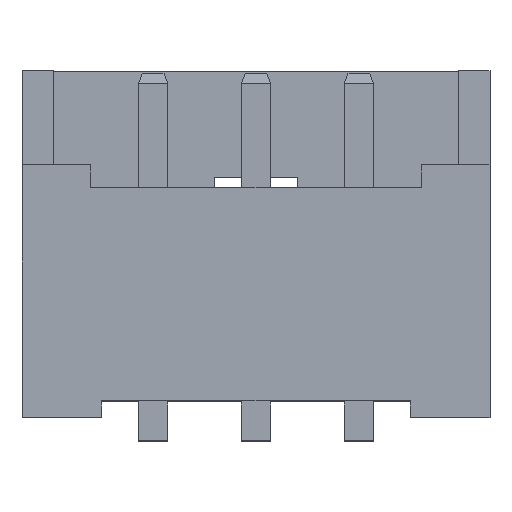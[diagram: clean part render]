
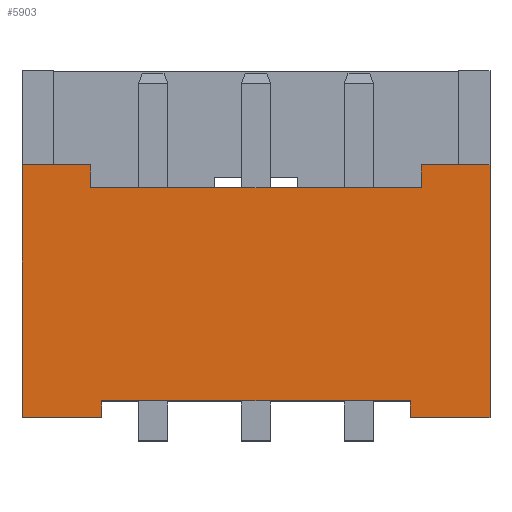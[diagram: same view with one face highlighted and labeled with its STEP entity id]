
A CAD part, top view. The second image highlights one B-rep face of the part: STEP entity #5903.
In plain terms, the highlighted planar face has unit normal (0, 0, 1).
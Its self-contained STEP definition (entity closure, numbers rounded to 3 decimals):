
#380=ORIENTED_EDGE('',*,*,#1608,.F.);
#381=ORIENTED_EDGE('',*,*,#1609,.T.);
#382=ORIENTED_EDGE('',*,*,#1610,.F.);
#383=ORIENTED_EDGE('',*,*,#1611,.F.);
#384=ORIENTED_EDGE('',*,*,#1612,.T.);
#385=ORIENTED_EDGE('',*,*,#1613,.T.);
#386=ORIENTED_EDGE('',*,*,#1614,.T.);
#387=ORIENTED_EDGE('',*,*,#1615,.T.);
#388=ORIENTED_EDGE('',*,*,#1616,.T.);
#389=ORIENTED_EDGE('',*,*,#1617,.T.);
#390=ORIENTED_EDGE('',*,*,#1618,.F.);
#391=ORIENTED_EDGE('',*,*,#1619,.F.);
#1608=EDGE_CURVE('',#2222,#2223,#2626,.T.);
#1609=EDGE_CURVE('',#2222,#2224,#2627,.T.);
#1610=EDGE_CURVE('',#2225,#2224,#2628,.T.);
#1611=EDGE_CURVE('',#2226,#2225,#2629,.T.);
#1612=EDGE_CURVE('',#2226,#2227,#2630,.T.);
#1613=EDGE_CURVE('',#2227,#2228,#2631,.T.);
#1614=EDGE_CURVE('',#2228,#2229,#2632,.T.);
#1615=EDGE_CURVE('',#2229,#2230,#2633,.T.);
#1616=EDGE_CURVE('',#2230,#2231,#2634,.T.);
#1617=EDGE_CURVE('',#2231,#2232,#2635,.T.);
#1618=EDGE_CURVE('',#2233,#2232,#2636,.T.);
#1619=EDGE_CURVE('',#2223,#2233,#2637,.T.);
#2222=VERTEX_POINT('',#7278);
#2223=VERTEX_POINT('',#7279);
#2224=VERTEX_POINT('',#7281);
#2225=VERTEX_POINT('',#7283);
#2226=VERTEX_POINT('',#7285);
#2227=VERTEX_POINT('',#7287);
#2228=VERTEX_POINT('',#7289);
#2229=VERTEX_POINT('',#7291);
#2230=VERTEX_POINT('',#7293);
#2231=VERTEX_POINT('',#7295);
#2232=VERTEX_POINT('',#7297);
#2233=VERTEX_POINT('',#7299);
#2626=LINE('',#7277,#2976);
#2627=LINE('',#7280,#2977);
#2628=LINE('',#7282,#2978);
#2629=LINE('',#7284,#2979);
#2630=LINE('',#7286,#2980);
#2631=LINE('',#7288,#2981);
#2632=LINE('',#7290,#2982);
#2633=LINE('',#7292,#2983);
#2634=LINE('',#7294,#2984);
#2635=LINE('',#7296,#2985);
#2636=LINE('',#7298,#2986);
#2637=LINE('',#7300,#2987);
#2976=VECTOR('',#6455,1000.);
#2977=VECTOR('',#6456,1000.);
#2978=VECTOR('',#6457,1000.);
#2979=VECTOR('',#6458,1000.);
#2980=VECTOR('',#6459,1000.);
#2981=VECTOR('',#6460,1000.);
#2982=VECTOR('',#6461,1000.);
#2983=VECTOR('',#6462,1000.);
#2984=VECTOR('',#6463,1000.);
#2985=VECTOR('',#6464,1000.);
#2986=VECTOR('',#6465,1000.);
#2987=VECTOR('',#6466,1000.);
#3296=EDGE_LOOP('',(#380,#381,#382,#383,#384,#385,#386,#387,#388,#389,#390,
#391));
#3578=FACE_BOUND('',#3296,.T.);
#3860=PLANE('',#6188);
#5903=ADVANCED_FACE('',(#3578),#3860,.T.);
#6188=AXIS2_PLACEMENT_3D('',#7276,#6453,#6454);
#6453=DIRECTION('',(0.,0.,1.));
#6454=DIRECTION('',(0.,-1.,0.));
#6455=DIRECTION('',(-1.,0.,0.));
#6456=DIRECTION('',(0.,-1.,0.));
#6457=DIRECTION('',(-1.,0.,0.));
#6458=DIRECTION('',(0.,-1.,0.));
#6459=DIRECTION('',(-1.,0.,0.));
#6460=DIRECTION('',(0.,-1.,0.));
#6461=DIRECTION('',(-1.,0.,0.));
#6462=DIRECTION('',(0.,1.,0.));
#6463=DIRECTION('',(-1.,0.,0.));
#6464=DIRECTION('',(0.,-1.,0.));
#6465=DIRECTION('',(-1.,0.,0.));
#6466=DIRECTION('',(0.,-1.,0.));
#7276=CARTESIAN_POINT('',(2.845,1.27,3.327));
#7277=CARTESIAN_POINT('',(-0.625,0.203,3.327));
#7278=CARTESIAN_POINT('',(1.875,0.203,3.327));
#7279=CARTESIAN_POINT('',(-1.875,0.203,3.327));
#7280=CARTESIAN_POINT('',(1.875,0.203,3.327));
#7281=CARTESIAN_POINT('',(1.875,0.,3.327));
#7282=CARTESIAN_POINT('',(2.845,0.,3.327));
#7283=CARTESIAN_POINT('',(2.845,0.,3.327));
#7284=CARTESIAN_POINT('',(2.845,1.27,3.327));
#7285=CARTESIAN_POINT('',(2.845,3.073,3.327));
#7286=CARTESIAN_POINT('',(6.396,3.073,3.327));
#7287=CARTESIAN_POINT('',(2.007,3.073,3.327));
#7288=CARTESIAN_POINT('',(2.007,3.073,3.327));
#7289=CARTESIAN_POINT('',(2.007,2.794,3.327));
#7290=CARTESIAN_POINT('',(2.007,2.794,3.327));
#7291=CARTESIAN_POINT('',(-2.007,2.794,3.327));
#7292=CARTESIAN_POINT('',(-2.007,2.794,3.327));
#7293=CARTESIAN_POINT('',(-2.007,3.073,3.327));
#7294=CARTESIAN_POINT('',(6.396,3.073,3.327));
#7295=CARTESIAN_POINT('',(-2.845,3.073,3.327));
#7296=CARTESIAN_POINT('',(-2.845,1.27,3.327));
#7297=CARTESIAN_POINT('',(-2.845,0.,3.327));
#7298=CARTESIAN_POINT('',(2.845,0.,3.327));
#7299=CARTESIAN_POINT('',(-1.875,0.,3.327));
#7300=CARTESIAN_POINT('',(-1.875,0.203,3.327));
